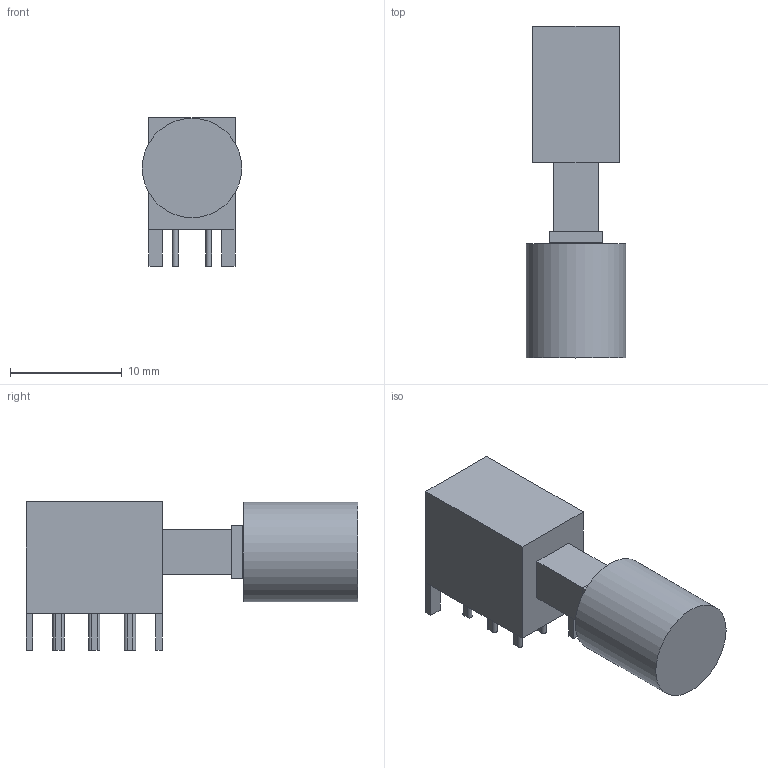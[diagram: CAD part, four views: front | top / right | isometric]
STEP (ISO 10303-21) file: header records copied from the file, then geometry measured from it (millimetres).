
FILE_DESCRIPTION(('FreeCAD Model'),'2;1');
FILE_NAME('PS-22F02.step','2020-12-30T14:57:01',('Author'),(''), 'Open CASCADE STEP processor 7.3','FreeCAD','Unknown');
FILE_SCHEMA(('AUTOMOTIVE_DESIGN { 1 0 10303 214 1 1 1 1 }'));
Length unit declared in the file: millimetre
Products named in the file (2): Body; Cap
Bounding box: 8.9 x 29.7 x 13.3 mm (x, y, z)
Volume: 1479.2 mm3; surface area: 1750.8 mm2
Topology: 2 solids, 2 shells, 92 faces, 216 edges, 142 vertices
Faces by surface type: plane 76, cylinder 16
Full cylindrical faces by diameter (mm): 2.5 x1, 3.3 x1, 6.9 x1, 8.9 x1
Entity records: 2643 total; most frequent: CARTESIAN_POINT 451, DIRECTION 434, ORIENTED_EDGE 432, EDGE_CURVE 216, LINE 184, VECTOR 184, VERTEX_POINT 142, AXIS2_PLACEMENT_3D 125
